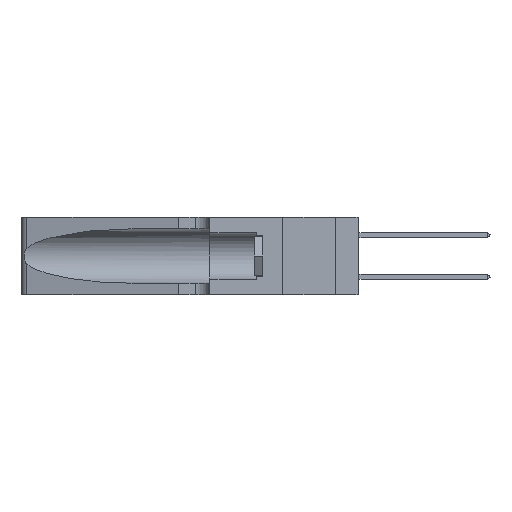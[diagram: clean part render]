
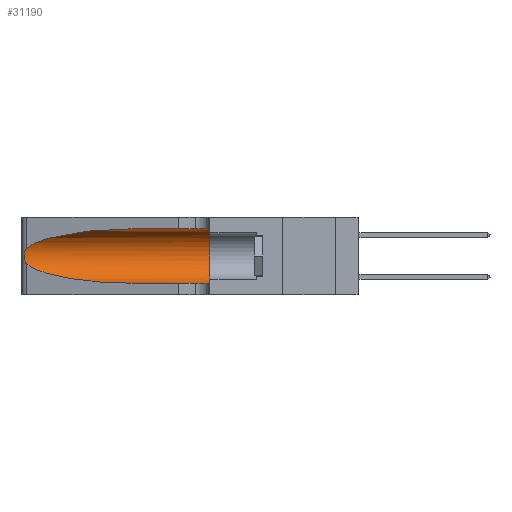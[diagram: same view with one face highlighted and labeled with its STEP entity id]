
A CAD part, left-side view. The second image highlights one B-rep face of the part: STEP entity #31190.
In plain terms, the highlighted cylindrical face has radius 3.308 mm (diameter 6.617 mm), a partial arc.
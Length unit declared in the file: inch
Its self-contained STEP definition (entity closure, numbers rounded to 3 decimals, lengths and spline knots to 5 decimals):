
#308 = VERTEX_POINT ( 'NONE', #31270 ) ;
#2175 = EDGE_CURVE ( 'NONE', #31728, #13070, #26117, .T. ) ;
#2697 = CARTESIAN_POINT ( 'NONE',  ( 0.18966, 0.96281, 0.05475 ) ) ;
#4766 = CARTESIAN_POINT ( 'NONE',  ( 0.25787, 1.23484, 0.2124 ) ) ;
#5390 = VERTEX_POINT ( 'NONE', #8775 ) ;
#5536 = CARTESIAN_POINT ( 'NONE',  ( 0.18966, 0.96281, 0.31525 ) ) ;
#7331 = AXIS2_PLACEMENT_3D ( 'NONE', #19766, #22914, #9015 ) ;
#7422 = DIRECTION ( 'NONE',  ( 0., 0., 1. ) ) ;
#7465 = CARTESIAN_POINT ( 'NONE',  ( 0.26018, 1.23835, 0.19895 ) ) ;
#8563 = ORIENTED_EDGE ( 'NONE', *, *, #2175, .T. ) ;
#8621 = B_SPLINE_CURVE_WITH_KNOTS ( 'NONE', 3,
 ( #23888, #12915, #32289, #4766, #29715, #7465, #21102, #26803, #26921, #32646, #29599, #13148, #32528, #15950 ),
 .UNSPECIFIED., .F., .F.,
 ( 4, 2, 2, 2, 2, 2, 4 ),
 ( 0., 0.00027, 0.00053, 0.00107, 0.0016, 0.00187, 0.00214 ),
 .UNSPECIFIED. ) ;
#8775 = CARTESIAN_POINT ( 'NONE',  ( 0.1305, 0.72297, 0.05475 ) ) ;
#9015 = DIRECTION ( 'NONE',  ( 0., 0., -1. ) ) ;
#9121 = LINE ( 'NONE', #23340, #28149 ) ;
#9580 = DIRECTION ( 'NONE',  ( 0., -1., 0. ) ) ;
#9725 = CARTESIAN_POINT ( 'NONE',  ( 0.1305, 0.35, 0.185 ) ) ;
#11078 = CARTESIAN_POINT ( 'NONE',  ( 0.1305, 0.72297, 0.05475 ) ) ;
#11510 = EDGE_LOOP ( 'NONE', ( #8563, #32324, #23166, #23029, #34481, #16170 ) ) ;
#12915 = CARTESIAN_POINT ( 'NONE',  ( 0.25555, 1.22994, 0.2215 ) ) ;
#13070 = VERTEX_POINT ( 'NONE', #34492 ) ;
#13148 = CARTESIAN_POINT ( 'NONE',  ( 0.25639, 1.23186, 0.15144 ) ) ;
#14011 = EDGE_CURVE ( 'NONE', #5390, #308, #16271, .T. ) ;
#15675 = DIRECTION ( 'NONE',  ( 0., 1., 0. ) ) ;
#15950 = CARTESIAN_POINT ( 'NONE',  ( 0.25487, 1.22718, 0.14631 ) ) ;
#16170 = ORIENTED_EDGE ( 'NONE', *, *, #31982, .F. ) ;
#16200 = CARTESIAN_POINT ( 'NONE',  ( 0.1305, 0.72297, 0.31525 ) ) ;
#16271 = LINE ( 'NONE', #23265, #28763 ) ;
#16454 = CARTESIAN_POINT ( 'NONE',  ( 0.25487, 1.22718, 0.22369 ) ) ;
#18607 = VERTEX_POINT ( 'NONE', #31904 ) ;
#18802 = CARTESIAN_POINT ( 'NONE',  ( 0.25487, 1.22718, 0.14631 ) ) ;
#19086 = CARTESIAN_POINT ( 'NONE',  ( 0.2373, 1.15595, 0.28018 ) ) ;
#19766 = CARTESIAN_POINT ( 'NONE',  ( 0.1305, 1.61858, 0.185 ) ) ;
#20488 = DIRECTION ( 'NONE',  ( 0., -1., 0. ) ) ;
#21102 = CARTESIAN_POINT ( 'NONE',  ( 0.26075, 1.23896, 0.19203 ) ) ;
#21108 = EDGE_CURVE ( 'NONE', #29657, #5390, #27896, .T. ) ;
#21278 = CYLINDRICAL_SURFACE ( 'NONE', #7331, 0.13025 ) ;
#22914 = DIRECTION ( 'NONE',  ( 0., -1., 0. ) ) ;
#23029 = ORIENTED_EDGE ( 'NONE', *, *, #14011, .T. ) ;
#23166 = ORIENTED_EDGE ( 'NONE', *, *, #21108, .T. ) ;
#23265 = CARTESIAN_POINT ( 'NONE',  ( 0.1305, 1.61858, 0.05475 ) ) ;
#23340 = CARTESIAN_POINT ( 'NONE',  ( 0.1305, 1.61858, 0.31525 ) ) ;
#23888 = CARTESIAN_POINT ( 'NONE',  ( 0.25487, 1.22718, 0.22369 ) ) ;
#25501 = CARTESIAN_POINT ( 'NONE',  ( 0.1305, 0.72297, 0.31525 ) ) ;
#26117 =( BOUNDED_CURVE ( )  B_SPLINE_CURVE ( 3, ( #16200, #5536, #19086, #16454 ),
 .UNSPECIFIED., .F., .F. ) 
 B_SPLINE_CURVE_WITH_KNOTS ( ( 4, 4 ),
 ( 1.5708, 2.84003 ),
 .UNSPECIFIED. ) 
 CURVE ( )  GEOMETRIC_REPRESENTATION_ITEM ( )  RATIONAL_B_SPLINE_CURVE ( ( 1., 0.87, 0.87, 1. ) ) 
 REPRESENTATION_ITEM ( '' )  );
#26328 = AXIS2_PLACEMENT_3D ( 'NONE', #9725, #15675, #7422 ) ;
#26803 = CARTESIAN_POINT ( 'NONE',  ( 0.26075, 1.23896, 0.178 ) ) ;
#26921 = CARTESIAN_POINT ( 'NONE',  ( 0.26017, 1.23833, 0.17102 ) ) ;
#27896 =( BOUNDED_CURVE ( )  B_SPLINE_CURVE ( 3, ( #32714, #35531, #2697, #11078 ),
 .UNSPECIFIED., .F., .F. ) 
 B_SPLINE_CURVE_WITH_KNOTS ( ( 4, 4 ),
 ( 3.44316, 4.71239 ),
 .UNSPECIFIED. ) 
 CURVE ( )  GEOMETRIC_REPRESENTATION_ITEM ( )  RATIONAL_B_SPLINE_CURVE ( ( 1., 0.87, 0.87, 1. ) ) 
 REPRESENTATION_ITEM ( '' )  );
#28149 = VECTOR ( 'NONE', #9580, 39.37008 ) ;
#28279 = EDGE_CURVE ( 'NONE', #13070, #29657, #8621, .T. ) ;
#28648 = FACE_OUTER_BOUND ( 'NONE', #11510, .T. ) ;
#28763 = VECTOR ( 'NONE', #20488, 39.37008 ) ;
#29599 = CARTESIAN_POINT ( 'NONE',  ( 0.25789, 1.23486, 0.15765 ) ) ;
#29657 = VERTEX_POINT ( 'NONE', #18802 ) ;
#29715 = CARTESIAN_POINT ( 'NONE',  ( 0.25854, 1.2359, 0.20912 ) ) ;
#31190 = ADVANCED_FACE ( 'NONE', ( #28648 ), #21278, .F. ) ;
#31270 = CARTESIAN_POINT ( 'NONE',  ( 0.1305, 0.35, 0.05475 ) ) ;
#31271 = CIRCLE ( 'NONE', #26328, 0.13025 ) ;
#31728 = VERTEX_POINT ( 'NONE', #25501 ) ;
#31904 = CARTESIAN_POINT ( 'NONE',  ( 0.1305, 0.35, 0.31525 ) ) ;
#31982 = EDGE_CURVE ( 'NONE', #31728, #18607, #9121, .T. ) ;
#32289 = CARTESIAN_POINT ( 'NONE',  ( 0.25639, 1.23184, 0.21858 ) ) ;
#32324 = ORIENTED_EDGE ( 'NONE', *, *, #28279, .T. ) ;
#32452 = EDGE_CURVE ( 'NONE', #18607, #308, #31271, .T. ) ;
#32528 = CARTESIAN_POINT ( 'NONE',  ( 0.25555, 1.22993, 0.14849 ) ) ;
#32646 = CARTESIAN_POINT ( 'NONE',  ( 0.25856, 1.23593, 0.16098 ) ) ;
#32714 = CARTESIAN_POINT ( 'NONE',  ( 0.25487, 1.22718, 0.14631 ) ) ;
#34481 = ORIENTED_EDGE ( 'NONE', *, *, #32452, .F. ) ;
#34492 = CARTESIAN_POINT ( 'NONE',  ( 0.25487, 1.22718, 0.22369 ) ) ;
#35531 = CARTESIAN_POINT ( 'NONE',  ( 0.2373, 1.15595, 0.08982 ) ) ;
